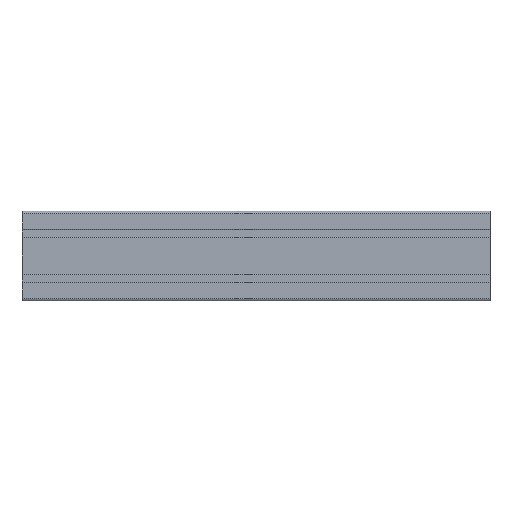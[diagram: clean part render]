
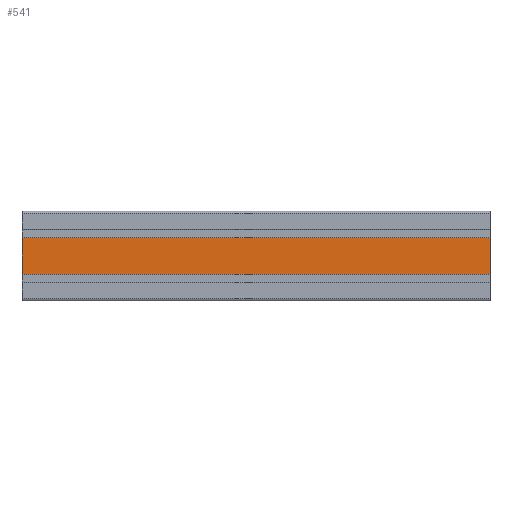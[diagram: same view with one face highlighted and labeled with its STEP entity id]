
A CAD part, left-side view. The second image highlights one B-rep face of the part: STEP entity #541.
In plain terms, the highlighted planar face has unit normal (-1, 0, 0).
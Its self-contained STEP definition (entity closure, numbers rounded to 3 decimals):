
#541=ADVANCED_FACE('',(#1114),#1115,.T.);
#1114=FACE_OUTER_BOUND('',#1716,.T.);
#1115=PLANE('',#1717);
#1716=EDGE_LOOP('',(#3299,#3300,#3301,#3302));
#1717=AXIS2_PLACEMENT_3D('',#3303,#3304,#3305);
#3299=ORIENTED_EDGE('',*,*,#4363,.T.);
#3300=ORIENTED_EDGE('',*,*,#4408,.T.);
#3301=ORIENTED_EDGE('',*,*,#4409,.T.);
#3302=ORIENTED_EDGE('',*,*,#4159,.T.);
#3303=CARTESIAN_POINT('',(0.0,470.0,45.0));
#3304=DIRECTION('',(-1.0,0.0,0.0));
#3305=DIRECTION('',(0.0,0.0,-1.0));
#4159=EDGE_CURVE('',#5162,#5160,#5163,.T.);
#4363=EDGE_CURVE('',#5160,#5468,#5471,.T.);
#4408=EDGE_CURVE('',#5468,#5530,#5531,.T.);
#4409=EDGE_CURVE('',#5530,#5162,#5532,.T.);
#5160=VERTEX_POINT('',#6505);
#5162=VERTEX_POINT('',#6507);
#5163=LINE('',#6508,#6509);
#5468=VERTEX_POINT('',#6928);
#5471=LINE('',#6931,#6932);
#5530=VERTEX_POINT('',#7015);
#5531=LINE('',#7016,#7017);
#5532=LINE('',#7018,#7019);
#6505=CARTESIAN_POINT('',(0.0,470.0,26.9));
#6507=CARTESIAN_POINT('',(0.0,470.0,63.1));
#6508=CARTESIAN_POINT('',(0.0,470.0,87.5));
#6509=VECTOR('',#7756,1.0);
#6928=CARTESIAN_POINT('',(0.0,0.0,26.9));
#6931=CARTESIAN_POINT('',(0.0,470.0,26.9));
#6932=VECTOR('',#7988,1.0);
#7015=CARTESIAN_POINT('',(0.0,0.0,63.1));
#7016=CARTESIAN_POINT('',(0.0,0.0,87.5));
#7017=VECTOR('',#8028,1.0);
#7018=CARTESIAN_POINT('',(0.0,235.0,63.1));
#7019=VECTOR('',#8029,1.0);
#7756=DIRECTION('',(0.0,0.0,-1.0));
#7988=DIRECTION('',(0.0,-1.0,0.0));
#8028=DIRECTION('',(-0.0,0.0,1.0));
#8029=DIRECTION('',(-0.0,1.0,0.0));
